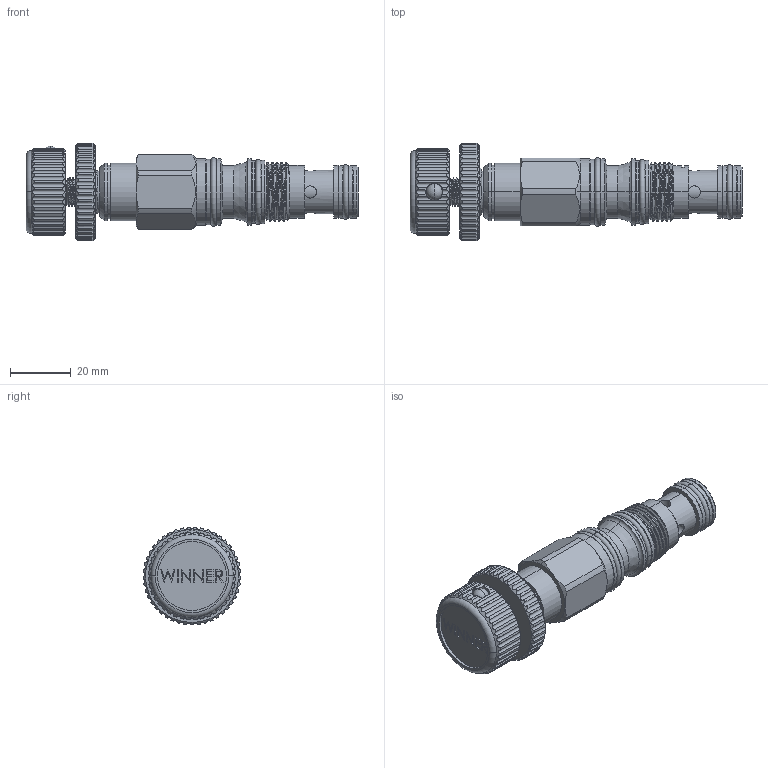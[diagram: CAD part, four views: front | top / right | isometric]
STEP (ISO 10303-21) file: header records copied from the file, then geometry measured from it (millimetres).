
FILE_DESCRIPTION (( 'STEP AP203' ), '1' );
FILE_NAME ('PF11A3J-K.STEP', '2024-06-05T01:25:46', ( '' ), ( '' ), 'SwSTEP 2.0', 'SolidWorks 2018', '' );
FILE_SCHEMA (( 'CONFIG_CONTROL_DESIGN' ));
Length unit declared in the file: millimetre
Products named in the file (1): PF11A3J-K
Bounding box: 109.35 x 32.2 x 32.18 mm (x, y, z)
Volume: 38706 mm3; surface area: 12448.8 mm2
Topology: 2 solids, 2 shells, 583 faces, 1541 edges, 995 vertices
Faces by surface type: cylinder 347, plane 138, cone 50, torus 24, bspline 22, sphere 2
Entity records: 29103 total; most frequent: CARTESIAN_POINT 15244, ORIENTED_EDGE 3058, DIRECTION 2668, EDGE_CURVE 1529, AXIS2_PLACEMENT_3D 1022, VERTEX_POINT 995, EDGE_LOOP 628, VECTOR 624
